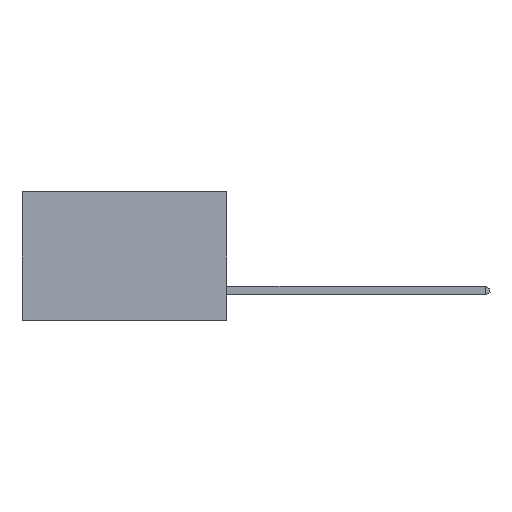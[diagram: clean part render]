
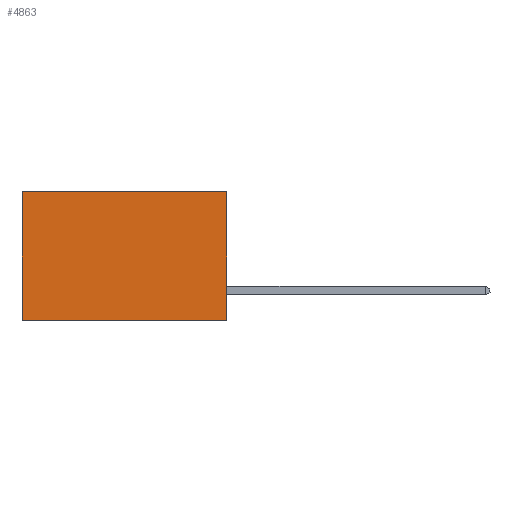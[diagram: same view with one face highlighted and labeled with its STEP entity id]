
A CAD part, left-side view. The second image highlights one B-rep face of the part: STEP entity #4863.
In plain terms, the highlighted planar face has unit normal (-1, 0, 0).
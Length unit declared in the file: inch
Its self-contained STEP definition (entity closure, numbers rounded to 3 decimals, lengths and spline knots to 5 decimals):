
#621 = VERTEX_POINT ( 'NONE', #17796 ) ;
#803 = VECTOR ( 'NONE', #21681, 39.37008 ) ;
#3029 = EDGE_CURVE ( 'NONE', #21672, #621, #20632, .T. ) ;
#3989 = DIRECTION ( 'NONE',  ( 0., 0., -1. ) ) ;
#4313 = CARTESIAN_POINT ( 'NONE',  ( 0.277, 0.59, -0.37 ) ) ;
#4557 = VECTOR ( 'NONE', #3989, 39.37008 ) ;
#4863 = ADVANCED_FACE ( 'NONE', ( #11172 ), #13853, .F. ) ;
#4913 = VERTEX_POINT ( 'NONE', #13077 ) ;
#5093 = ORIENTED_EDGE ( 'NONE', *, *, #20852, .T. ) ;
#5333 = ORIENTED_EDGE ( 'NONE', *, *, #3029, .F. ) ;
#5549 = ORIENTED_EDGE ( 'NONE', *, *, #16055, .T. ) ;
#8336 = EDGE_LOOP ( 'NONE', ( #5549, #5333, #18277, #5093 ) ) ;
#8973 = VECTOR ( 'NONE', #16674, 39.37008 ) ;
#9472 = VERTEX_POINT ( 'NONE', #17302 ) ;
#9567 = CARTESIAN_POINT ( 'NONE',  ( 0.277, 0., -0.37 ) ) ;
#9576 = LINE ( 'NONE', #14826, #8973 ) ;
#10611 = CARTESIAN_POINT ( 'NONE',  ( 0.277, 0., -0.37 ) ) ;
#11172 = FACE_OUTER_BOUND ( 'NONE', #8336, .T. ) ;
#12372 = VECTOR ( 'NONE', #24423, 39.37008 ) ;
#13077 = CARTESIAN_POINT ( 'NONE',  ( 0.277, 0., 0. ) ) ;
#13728 = DIRECTION ( 'NONE',  ( 0., 0., -1. ) ) ;
#13767 = DIRECTION ( 'NONE',  ( 1., 0., 0. ) ) ;
#13853 = PLANE ( 'NONE',  #17627 ) ;
#14019 = CARTESIAN_POINT ( 'NONE',  ( 0.277, 0., -0.37 ) ) ;
#14826 = CARTESIAN_POINT ( 'NONE',  ( 0.277, 0., 0. ) ) ;
#14879 = LINE ( 'NONE', #4313, #4557 ) ;
#16055 = EDGE_CURVE ( 'NONE', #9472, #621, #14879, .T. ) ;
#16674 = DIRECTION ( 'NONE',  ( 0., 1., 0. ) ) ;
#17302 = CARTESIAN_POINT ( 'NONE',  ( 0.277, 0.59, 0. ) ) ;
#17627 = AXIS2_PLACEMENT_3D ( 'NONE', #14019, #13767, #13728 ) ;
#17738 = EDGE_CURVE ( 'NONE', #4913, #21672, #22261, .T. ) ;
#17796 = CARTESIAN_POINT ( 'NONE',  ( 0.277, 0.59, -0.37 ) ) ;
#18277 = ORIENTED_EDGE ( 'NONE', *, *, #17738, .F. ) ;
#20632 = LINE ( 'NONE', #10611, #803 ) ;
#20852 = EDGE_CURVE ( 'NONE', #4913, #9472, #9576, .T. ) ;
#21672 = VERTEX_POINT ( 'NONE', #22728 ) ;
#21681 = DIRECTION ( 'NONE',  ( 0., 1., 0. ) ) ;
#22261 = LINE ( 'NONE', #9567, #12372 ) ;
#22728 = CARTESIAN_POINT ( 'NONE',  ( 0.277, 0., -0.37 ) ) ;
#24423 = DIRECTION ( 'NONE',  ( 0., 0., -1. ) ) ;
